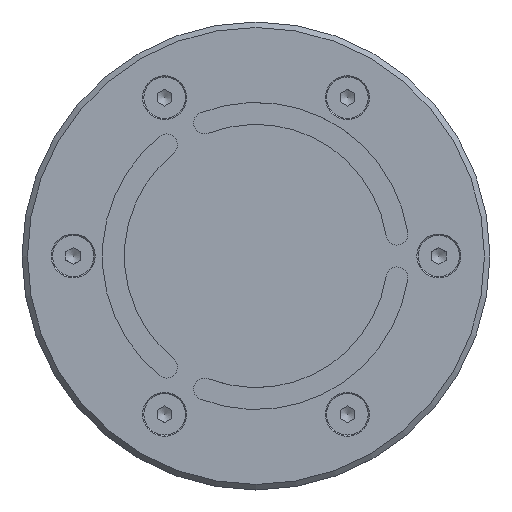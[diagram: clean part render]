
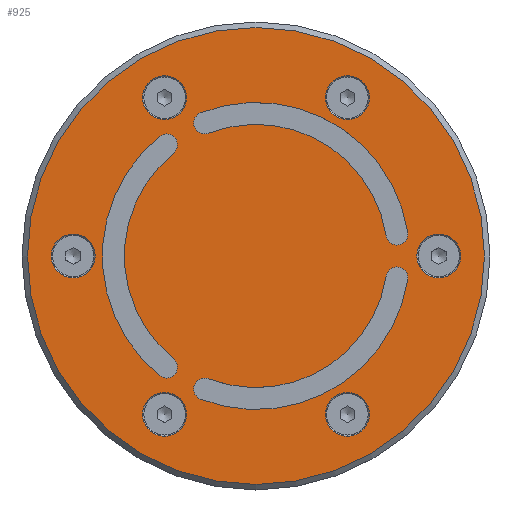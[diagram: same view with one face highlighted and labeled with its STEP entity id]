
A CAD part, top view. The second image highlights one B-rep face of the part: STEP entity #925.
In plain terms, the highlighted planar face has unit normal (0, 0, 1).
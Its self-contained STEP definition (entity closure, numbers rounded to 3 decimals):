
#925=ADVANCED_FACE('',(#6036,#6038,#6040,#6042,#6044,#6046,#6048,#6050,#6052,#6054),
#6056,.T.);
#6036=FACE_BOUND('',#6037,.T.);
#6037=EDGE_LOOP('',(#6861));
#6038=FACE_BOUND('',#6039,.T.);
#6039=EDGE_LOOP('',(#6862));
#6040=FACE_BOUND('',#6041,.T.);
#6041=EDGE_LOOP('',(#6863));
#6042=FACE_BOUND('',#6043,.T.);
#6043=EDGE_LOOP('',(#6864));
#6044=FACE_BOUND('',#6045,.T.);
#6045=EDGE_LOOP('',(#6865,#6866,#6867,#6868));
#6046=FACE_BOUND('',#6047,.T.);
#6047=EDGE_LOOP('',(#6869,#6870,#6871,#6872));
#6048=FACE_BOUND('',#6049,.T.);
#6049=EDGE_LOOP('',(#6873,#6874,#6875,#6876));
#6050=FACE_BOUND('',#6051,.T.);
#6051=EDGE_LOOP('',(#6877));
#6052=FACE_BOUND('',#6053,.T.);
#6053=EDGE_LOOP('',(#6878));
#6054=FACE_BOUND('',#6055,.T.);
#6055=EDGE_LOOP('',(#6879));
#6056=PLANE('',#6057);
#6057=AXIS2_PLACEMENT_3D('',#6058,#6059,#6060);
#6058=CARTESIAN_POINT('',(0.,0.,3.));
#6059=DIRECTION('',(0.,0.,1.));
#6060=DIRECTION('',(-1.,0.,0.));
#6861=ORIENTED_EDGE('',*,*,#7236,.T.);
#6862=ORIENTED_EDGE('',*,*,#7237,.T.);
#6863=ORIENTED_EDGE('',*,*,#7238,.T.);
#6864=ORIENTED_EDGE('',*,*,#7239,.T.);
#6865=ORIENTED_EDGE('',*,*,#7240,.T.);
#6866=ORIENTED_EDGE('',*,*,#7241,.T.);
#6867=ORIENTED_EDGE('',*,*,#7242,.T.);
#6868=ORIENTED_EDGE('',*,*,#7243,.T.);
#6869=ORIENTED_EDGE('',*,*,#7244,.T.);
#6870=ORIENTED_EDGE('',*,*,#7245,.T.);
#6871=ORIENTED_EDGE('',*,*,#7246,.T.);
#6872=ORIENTED_EDGE('',*,*,#7247,.T.);
#6873=ORIENTED_EDGE('',*,*,#7248,.T.);
#6874=ORIENTED_EDGE('',*,*,#7249,.T.);
#6875=ORIENTED_EDGE('',*,*,#7250,.T.);
#6876=ORIENTED_EDGE('',*,*,#7251,.T.);
#6877=ORIENTED_EDGE('',*,*,#7252,.T.);
#6878=ORIENTED_EDGE('',*,*,#7253,.T.);
#6879=ORIENTED_EDGE('',*,*,#7254,.T.);
#7236=EDGE_CURVE('',#7650,#7650,#7651,.T.);
#7237=EDGE_CURVE('',#7652,#7652,#7653,.F.);
#7238=EDGE_CURVE('',#7654,#7654,#7655,.F.);
#7239=EDGE_CURVE('',#7656,#7656,#7657,.F.);
#7240=EDGE_CURVE('',#7658,#7659,#7660,.F.);
#7241=EDGE_CURVE('',#7659,#7661,#7662,.F.);
#7242=EDGE_CURVE('',#7661,#7663,#7664,.F.);
#7243=EDGE_CURVE('',#7663,#7658,#7665,.F.);
#7244=EDGE_CURVE('',#7666,#7667,#7668,.F.);
#7245=EDGE_CURVE('',#7667,#7669,#7670,.F.);
#7246=EDGE_CURVE('',#7669,#7671,#7672,.F.);
#7247=EDGE_CURVE('',#7671,#7666,#7673,.F.);
#7248=EDGE_CURVE('',#7674,#7675,#7676,.F.);
#7249=EDGE_CURVE('',#7675,#7677,#7678,.F.);
#7250=EDGE_CURVE('',#7677,#7679,#7680,.F.);
#7251=EDGE_CURVE('',#7679,#7674,#7681,.F.);
#7252=EDGE_CURVE('',#7682,#7682,#7683,.F.);
#7253=EDGE_CURVE('',#7684,#7684,#7685,.F.);
#7254=EDGE_CURVE('',#7686,#7686,#7687,.F.);
#7650=VERTEX_POINT('',#11523);
#7651=CIRCLE('',#11524,62.5);
#7652=VERTEX_POINT('',#11528);
#7653=CIRCLE('',#11529,6.);
#7654=VERTEX_POINT('',#11533);
#7655=CIRCLE('',#11534,6.);
#7656=VERTEX_POINT('',#11538);
#7657=CIRCLE('',#11539,6.);
#7658=VERTEX_POINT('',#11543);
#7659=VERTEX_POINT('',#11544);
#7660=CIRCLE('',#11545,3.);
#7661=VERTEX_POINT('',#11549);
#7662=CIRCLE('',#11550,42.);
#7663=VERTEX_POINT('',#11554);
#7664=CIRCLE('',#11555,3.);
#7665=CIRCLE('',#11559,36.);
#7666=VERTEX_POINT('',#11563);
#7667=VERTEX_POINT('',#11564);
#7668=CIRCLE('',#11565,36.);
#7669=VERTEX_POINT('',#11569);
#7670=CIRCLE('',#11570,3.);
#7671=VERTEX_POINT('',#11574);
#7672=CIRCLE('',#11575,42.);
#7673=CIRCLE('',#11579,3.);
#7674=VERTEX_POINT('',#11583);
#7675=VERTEX_POINT('',#11584);
#7676=CIRCLE('',#11585,42.);
#7677=VERTEX_POINT('',#11589);
#7678=CIRCLE('',#11590,3.);
#7679=VERTEX_POINT('',#11594);
#7680=CIRCLE('',#11595,36.);
#7681=CIRCLE('',#11599,3.);
#7682=VERTEX_POINT('',#11603);
#7683=CIRCLE('',#11604,6.);
#7684=VERTEX_POINT('',#11608);
#7685=CIRCLE('',#11609,6.);
#7686=VERTEX_POINT('',#11613);
#7687=CIRCLE('',#11614,6.);
#11523=CARTESIAN_POINT('',(0.,-62.5,3.));
#11524=AXIS2_PLACEMENT_3D('',#11525,#11526,#11527);
#11525=CARTESIAN_POINT('',(0.,0.,3.));
#11526=DIRECTION('',(0.,0.,1.));
#11527=DIRECTION('',(0.,-1.,0.));
#11528=CARTESIAN_POINT('',(43.301,19.,3.));
#11529=AXIS2_PLACEMENT_3D('',#11530,#11531,#11532);
#11530=CARTESIAN_POINT('',(43.301,25.,3.));
#11531=DIRECTION('',(0.,0.,1.));
#11532=DIRECTION('',(0.,-1.,0.));
#11533=CARTESIAN_POINT('',(-43.301,19.,3.));
#11534=AXIS2_PLACEMENT_3D('',#11535,#11536,#11537);
#11535=CARTESIAN_POINT('',(-43.301,25.,3.));
#11536=DIRECTION('',(0.,0.,1.));
#11537=DIRECTION('',(0.,-1.,0.));
#11538=CARTESIAN_POINT('',(0.,-56.,3.));
#11539=AXIS2_PLACEMENT_3D('',#11540,#11541,#11542);
#11540=CARTESIAN_POINT('',(0.,-50.,3.));
#11541=DIRECTION('',(0.,0.,1.));
#11542=DIRECTION('',(0.,-1.,0.));
#11543=CARTESIAN_POINT('',(-28.037,22.582,3.));
#11544=CARTESIAN_POINT('',(-32.709,26.346,3.));
#11545=AXIS2_PLACEMENT_3D('',#11546,#11547,#11548);
#11546=CARTESIAN_POINT('',(-30.373,24.464,3.));
#11547=DIRECTION('',(0.,0.,1.));
#11548=DIRECTION('',(-0.779,0.627,0.));
#11549=CARTESIAN_POINT('',(32.709,26.346,3.));
#11550=AXIS2_PLACEMENT_3D('',#11551,#11552,#11553);
#11551=CARTESIAN_POINT('',(0.,0.,3.));
#11552=DIRECTION('',(0.,0.,1.));
#11553=DIRECTION('',(0.779,0.627,0.));
#11554=CARTESIAN_POINT('',(28.037,22.582,3.));
#11555=AXIS2_PLACEMENT_3D('',#11556,#11557,#11558);
#11556=CARTESIAN_POINT('',(30.373,24.464,3.));
#11557=DIRECTION('',(0.,0.,1.));
#11558=DIRECTION('',(-0.779,-0.627,0.));
#11559=AXIS2_PLACEMENT_3D('',#11560,#11561,#11562);
#11560=CARTESIAN_POINT('',(0.,0.,3.));
#11561=DIRECTION('',(0.,0.,-1.));
#11562=DIRECTION('',(-0.779,0.627,0.));
#11563=CARTESIAN_POINT('',(5.538,-35.571,3.));
#11564=CARTESIAN_POINT('',(33.575,12.989,3.));
#11565=AXIS2_PLACEMENT_3D('',#11566,#11567,#11568);
#11566=CARTESIAN_POINT('',(0.,0.,3.));
#11567=DIRECTION('',(0.,0.,-1.));
#11568=DIRECTION('',(0.933,0.361,0.));
#11569=CARTESIAN_POINT('',(39.171,15.154,3.));
#11570=AXIS2_PLACEMENT_3D('',#11571,#11572,#11573);
#11571=CARTESIAN_POINT('',(36.373,14.072,3.));
#11572=DIRECTION('',(0.,0.,1.));
#11573=DIRECTION('',(0.933,0.361,0.));
#11574=CARTESIAN_POINT('',(6.462,-41.5,3.));
#11575=AXIS2_PLACEMENT_3D('',#11576,#11577,#11578);
#11576=CARTESIAN_POINT('',(0.,0.,3.));
#11577=DIRECTION('',(0.,0.,1.));
#11578=DIRECTION('',(0.154,-0.988,0.));
#11579=AXIS2_PLACEMENT_3D('',#11580,#11581,#11582);
#11580=CARTESIAN_POINT('',(6.,-38.536,3.));
#11581=DIRECTION('',(0.,0.,1.));
#11582=DIRECTION('',(-0.154,0.988,0.));
#11583=CARTESIAN_POINT('',(-6.462,-41.5,3.));
#11584=CARTESIAN_POINT('',(-39.171,15.154,3.));
#11585=AXIS2_PLACEMENT_3D('',#11586,#11587,#11588);
#11586=CARTESIAN_POINT('',(0.,0.,3.));
#11587=DIRECTION('',(0.,0.,1.));
#11588=DIRECTION('',(-0.933,0.361,0.));
#11589=CARTESIAN_POINT('',(-33.575,12.989,3.));
#11590=AXIS2_PLACEMENT_3D('',#11591,#11592,#11593);
#11591=CARTESIAN_POINT('',(-36.373,14.072,3.));
#11592=DIRECTION('',(0.,0.,1.));
#11593=DIRECTION('',(0.933,-0.361,0.));
#11594=CARTESIAN_POINT('',(-5.538,-35.571,3.));
#11595=AXIS2_PLACEMENT_3D('',#11596,#11597,#11598);
#11596=CARTESIAN_POINT('',(0.,0.,3.));
#11597=DIRECTION('',(0.,0.,-1.));
#11598=DIRECTION('',(-0.154,-0.988,0.));
#11599=AXIS2_PLACEMENT_3D('',#11600,#11601,#11602);
#11600=CARTESIAN_POINT('',(-6.,-38.536,3.));
#11601=DIRECTION('',(0.,0.,1.));
#11602=DIRECTION('',(-0.154,-0.988,0.));
#11603=CARTESIAN_POINT('',(-43.301,-31.,3.));
#11604=AXIS2_PLACEMENT_3D('',#11605,#11606,#11607);
#11605=CARTESIAN_POINT('',(-43.301,-25.,3.));
#11606=DIRECTION('',(0.,0.,1.));
#11607=DIRECTION('',(0.,-1.,0.));
#11608=CARTESIAN_POINT('',(0.,44.,3.));
#11609=AXIS2_PLACEMENT_3D('',#11610,#11611,#11612);
#11610=CARTESIAN_POINT('',(0.,50.,3.));
#11611=DIRECTION('',(0.,0.,1.));
#11612=DIRECTION('',(0.,-1.,0.));
#11613=CARTESIAN_POINT('',(43.301,-31.,3.));
#11614=AXIS2_PLACEMENT_3D('',#11615,#11616,#11617);
#11615=CARTESIAN_POINT('',(43.301,-25.,3.));
#11616=DIRECTION('',(0.,0.,1.));
#11617=DIRECTION('',(0.,-1.,0.));
